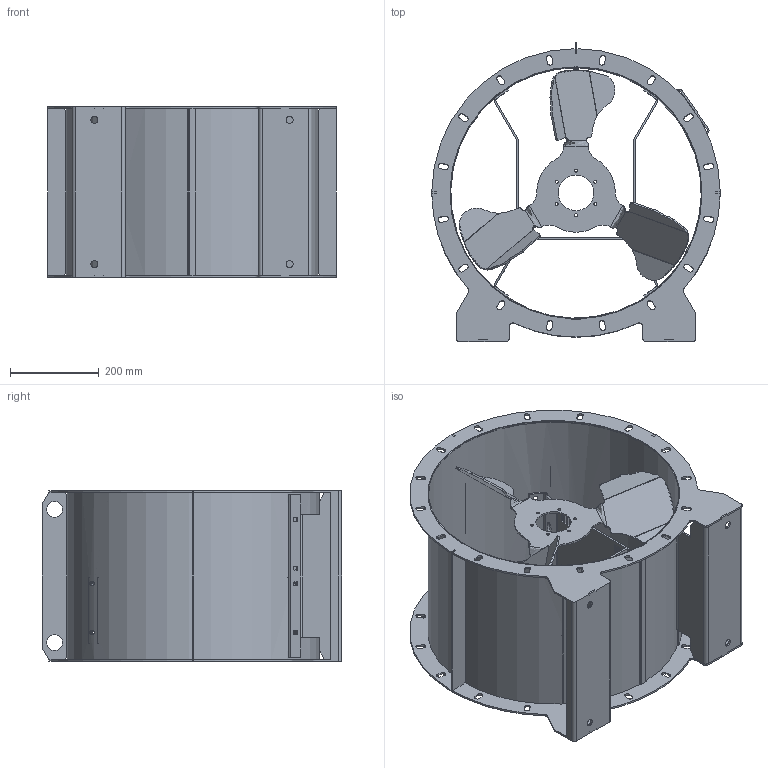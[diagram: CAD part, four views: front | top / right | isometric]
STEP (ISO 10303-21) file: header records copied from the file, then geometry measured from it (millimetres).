
FILE_DESCRIPTION(('STEP AP203'), '1');
FILE_NAME('蟲 5.6 L = 385擤', '', ('UNSPECIFIED'), ('UNSPECIFIED'), 'ASCON STEP Converter 1.3', 'ASCON Math Kernel', '');
FILE_SCHEMA(('CONFIG_CONTROL_DESIGN'));
Length unit declared in the file: millimetre
Bounding box: 650 x 674.5 x 385 mm (x, y, z)
Volume: 3992963.3 mm3; surface area: 3001542.4 mm2
Topology: 6 solids, 6 shells, 1087 faces, 3063 edges, 1966 vertices
Faces by surface type: plane 676, cylinder 384, bspline 27
Full cylindrical faces by diameter (mm): 6.5 x6, 16 x4, 28 x1, 36 x2, 40 x4, 80 x1
Entity records: 48164 total; most frequent: CARTESIAN_POINT 10489, ORIENTED_EDGE 6090, DIRECTION 5833, EDGE_CURVE 3045, LINE 2227, VECTOR 2227, VERTEX_POINT 1966, AXIS2_PLACEMENT_3D 1803
